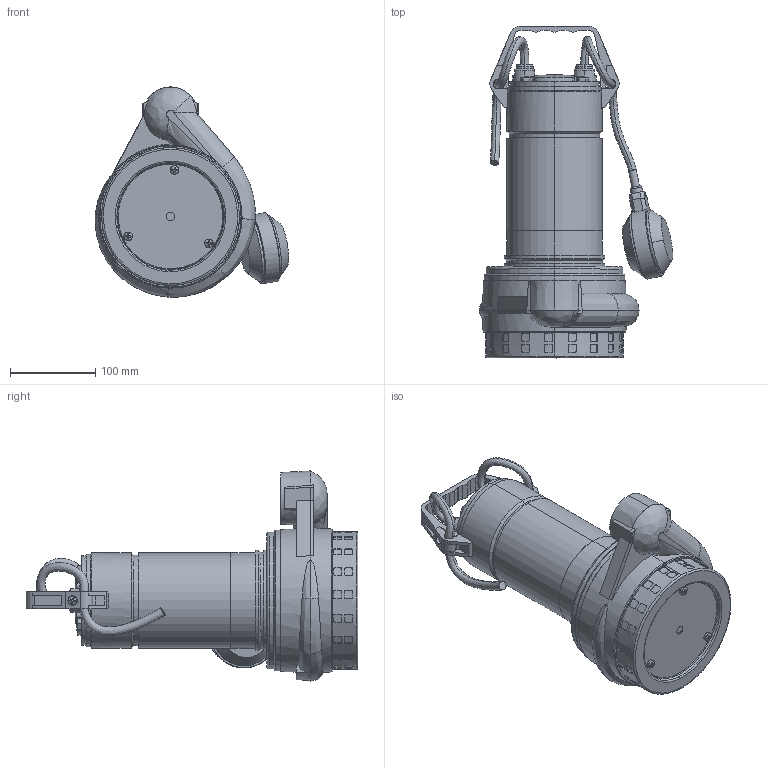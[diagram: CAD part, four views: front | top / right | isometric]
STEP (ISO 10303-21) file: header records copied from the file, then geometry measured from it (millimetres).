
FILE_DESCRIPTION (( 'STEP AP203' ), '1' );
FILE_NAME ('10018135swa00.step', '2023-06-20T14:37:07', ( '' ), ( '' ), 'SwSTEP 2.0', 'SolidWorks 2020', '' );
FILE_SCHEMA (( 'CONFIG_CONTROL_DESIGN' ));
Length unit declared in the file: millimetre
Products named in the file (3): 3_92_128_semplificato_Cavo doppio; 10018135swa00; Copia di 70142^10018135swa00
Assembly tree (2 placements, depth 2):
  10018135swa00
    Copia di 70142^10018135swa00
    3_92_128_semplificato_Cavo doppio
Bounding box: 227.7 x 390.2 x 247.08 mm (x, y, z)
Volume: 5484756.3 mm3; surface area: 498524 mm2
Topology: 32 solids, 32 shells, 1340 faces, 3395 edges, 2197 vertices
Faces by surface type: plane 648, cylinder 463, cone 128, bspline 60, torus 21, sphere 20
Entity records: 67136 total; most frequent: CARTESIAN_POINT 35085, ORIENTED_EDGE 6770, DIRECTION 6349, EDGE_CURVE 3385, AXIS2_PLACEMENT_3D 2341, VERTEX_POINT 2197, VECTOR 1667, LINE 1667
